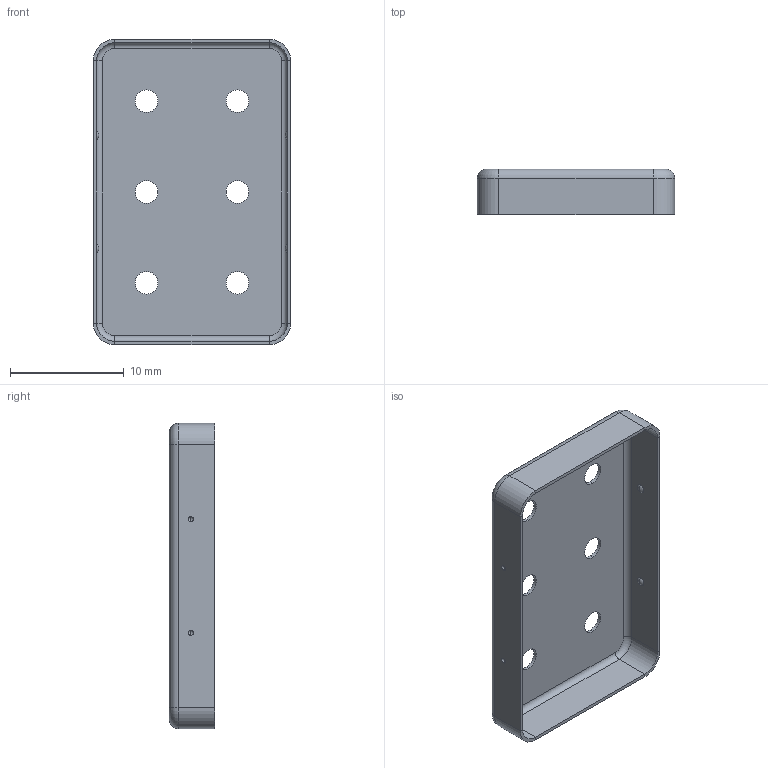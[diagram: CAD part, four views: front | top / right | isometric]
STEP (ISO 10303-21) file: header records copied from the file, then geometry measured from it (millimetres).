
FILE_DESCRIPTION (( 'STEP AP203' ), '1' );
FILE_NAME ('MS263-10CP.step', '2020-11-05T11:43:49', ( '' ), ( '' ), 'SwSTEP 2.0', 'SolidWorks 2018', '' );
FILE_SCHEMA (( 'CONFIG_CONTROL_DESIGN' ));
Length unit declared in the file: millimetre
Products named in the file (1): MS263-10CP
Bounding box: 17.4 x 4 x 26.9 mm (x, y, z)
Volume: 220.5 mm3; surface area: 1506.9 mm2
Topology: 1 solids, 1 shells, 70 faces, 156 edges, 96 vertices
Faces by surface type: cylinder 28, plane 18, sphere 16, torus 8
Entity records: 2065 total; most frequent: DIRECTION 394, CARTESIAN_POINT 323, ORIENTED_EDGE 312, AXIS2_PLACEMENT_3D 167, EDGE_CURVE 156, CIRCLE 96, VERTEX_POINT 96, EDGE_LOOP 90
